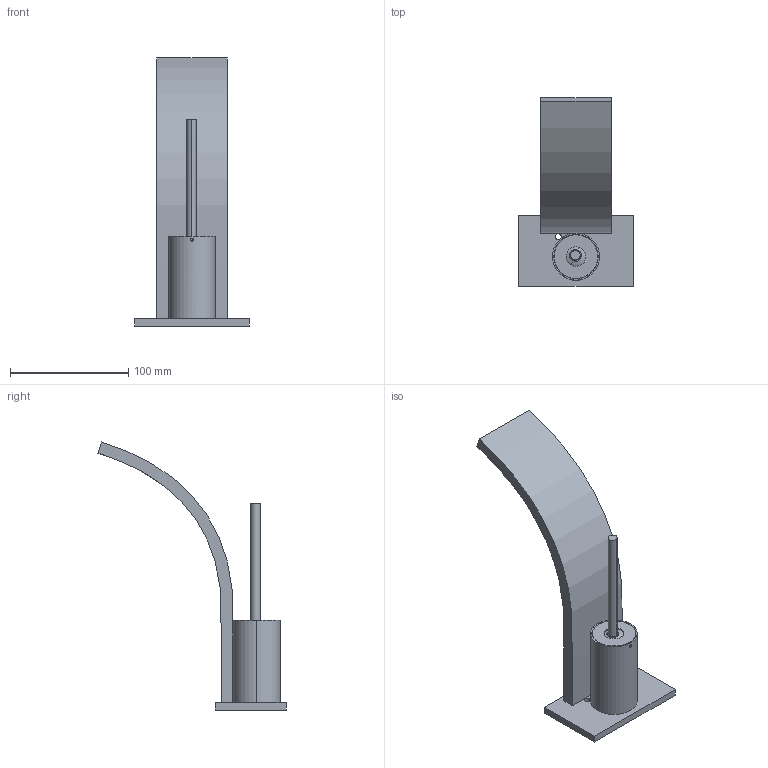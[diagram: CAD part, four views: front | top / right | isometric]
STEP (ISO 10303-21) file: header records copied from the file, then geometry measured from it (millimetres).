
FILE_DESCRIPTION (( 'STEP AP214' ), '1' );
FILE_NAME ('9086.STEP', '2023-10-06T15:03:21', ( '' ), ( '' ), 'SwSTEP 2.0', 'SolidWorks 2018', '' );
FILE_SCHEMA (( 'AUTOMOTIVE_DESIGN' ));
Length unit declared in the file: millimetre
Products named in the file (1): 9086
Bounding box: 97 x 159.48 x 227.13 mm (x, y, z)
Surface area: 70113.5 mm2 (no closed solid volume)
Topology: 0 solids, 11 shells, 118 faces, 345 edges, 234 vertices
Faces by surface type: plane 49, cylinder 45, cone 14, torus 6, sphere 2, bspline 2
Entity records: 5843 total; most frequent: CARTESIAN_POINT 1343, DIRECTION 694, ORIENTED_EDGE 590, EDGE_CURVE 345, AXIS2_PLACEMENT_3D 260, VERTEX_POINT 234, LINE 174, VECTOR 174
